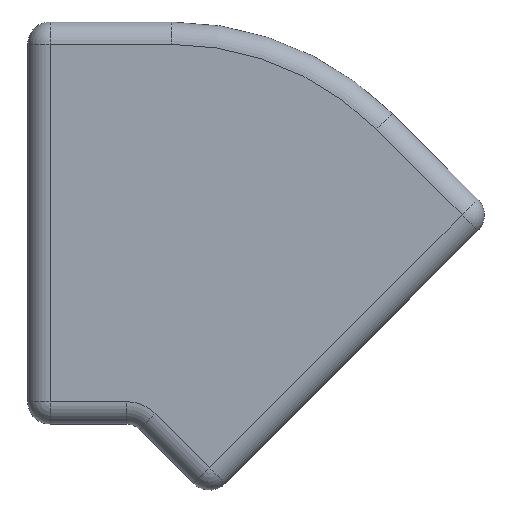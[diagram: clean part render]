
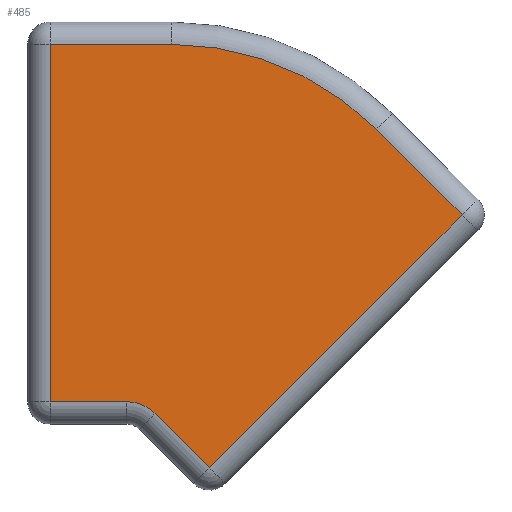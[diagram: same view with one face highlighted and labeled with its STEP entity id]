
A CAD part, top view. The second image highlights one B-rep face of the part: STEP entity #485.
In plain terms, the highlighted planar face has unit normal (0, 0, 1).
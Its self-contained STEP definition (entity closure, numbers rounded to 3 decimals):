
#37=PLANE('',#579);
#85=FACE_OUTER_BOUND('',#127,.T.);
#127=EDGE_LOOP('',(#440,#441,#442,#443,#444,#445,#446,#447));
#147=LINE('',#856,#171);
#148=LINE('',#862,#172);
#149=LINE('',#870,#173);
#150=LINE('',#874,#174);
#151=LINE('',#880,#175);
#152=LINE('',#887,#176);
#171=VECTOR('',#697,10.);
#172=VECTOR('',#704,10.);
#173=VECTOR('',#717,10.);
#174=VECTOR('',#722,10.);
#175=VECTOR('',#731,10.);
#176=VECTOR('',#742,10.);
#208=CIRCLE('',#561,4.5);
#214=CIRCLE('',#572,32.5);
#249=VERTEX_POINT('',#853);
#250=VERTEX_POINT('',#855);
#251=VERTEX_POINT('',#859);
#252=VERTEX_POINT('',#861);
#253=VERTEX_POINT('',#865);
#254=VERTEX_POINT('',#873);
#255=VERTEX_POINT('',#879);
#256=VERTEX_POINT('',#883);
#302=EDGE_CURVE('',#249,#250,#147,.T.);
#305=EDGE_CURVE('',#251,#252,#148,.T.);
#308=EDGE_CURVE('',#253,#251,#208,.T.);
#310=EDGE_CURVE('',#250,#253,#149,.T.);
#312=EDGE_CURVE('',#252,#254,#150,.T.);
#315=EDGE_CURVE('',#254,#255,#151,.T.);
#317=EDGE_CURVE('',#255,#256,#214,.T.);
#319=EDGE_CURVE('',#256,#249,#152,.T.);
#440=ORIENTED_EDGE('',*,*,#305,.F.);
#441=ORIENTED_EDGE('',*,*,#308,.F.);
#442=ORIENTED_EDGE('',*,*,#310,.F.);
#443=ORIENTED_EDGE('',*,*,#302,.F.);
#444=ORIENTED_EDGE('',*,*,#319,.F.);
#445=ORIENTED_EDGE('',*,*,#317,.F.);
#446=ORIENTED_EDGE('',*,*,#315,.F.);
#447=ORIENTED_EDGE('',*,*,#312,.F.);
#485=ADVANCED_FACE('',(#85),#37,.T.);
#561=AXIS2_PLACEMENT_3D('',#867,#711,#712);
#572=AXIS2_PLACEMENT_3D('',#884,#736,#737);
#579=AXIS2_PLACEMENT_3D('',#892,#751,#752);
#697=DIRECTION('',(-0.707,-0.707,0.));
#704=DIRECTION('',(-1.,0.,0.));
#711=DIRECTION('center_axis',(0.,0.,1.));
#712=DIRECTION('ref_axis',(0.383,0.924,0.));
#717=DIRECTION('',(-0.707,0.707,0.));
#722=DIRECTION('',(0.,1.,0.));
#731=DIRECTION('',(1.,0.,0.));
#736=DIRECTION('center_axis',(0.,0.,-1.));
#737=DIRECTION('ref_axis',(0.383,0.924,0.));
#742=DIRECTION('',(0.707,-0.707,0.));
#751=DIRECTION('center_axis',(0.,0.,1.));
#752=DIRECTION('ref_axis',(1.,0.,0.));
#853=CARTESIAN_POINT('',(28.255,3.005,2.5));
#855=CARTESIAN_POINT('',(-0.029,-25.279,2.5));
#856=CARTESIAN_POINT('',(15.757,-9.493,2.5));
#859=CARTESIAN_POINT('',(-9.277,-17.896,2.5));
#861=CARTESIAN_POINT('',(-17.855,-17.896,2.5));
#862=CARTESIAN_POINT('',(0.657,-17.896,2.5));
#865=CARTESIAN_POINT('',(-6.095,-19.214,2.5));
#867=CARTESIAN_POINT('Origin',(-9.277,-22.396,2.5));
#870=CARTESIAN_POINT('',(-1.79,-23.518,2.5));
#873=CARTESIAN_POINT('',(-17.855,22.104,2.5));
#874=CARTESIAN_POINT('',(-17.855,-5.081,2.5));
#879=CARTESIAN_POINT('',(-4.306,22.104,2.5));
#880=CARTESIAN_POINT('',(-3.632,22.104,2.5));
#883=CARTESIAN_POINT('',(18.675,12.585,2.5));
#884=CARTESIAN_POINT('Origin',(-4.306,-10.396,2.5));
#887=CARTESIAN_POINT('',(21.704,9.556,2.5));
#892=CARTESIAN_POINT('Origin',(10.591,-7.615,2.5));
